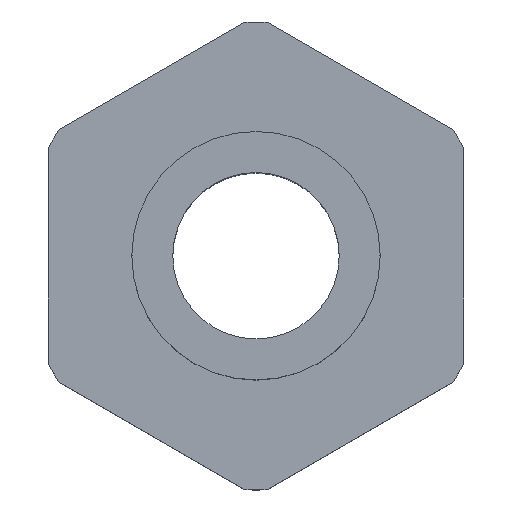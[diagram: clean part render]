
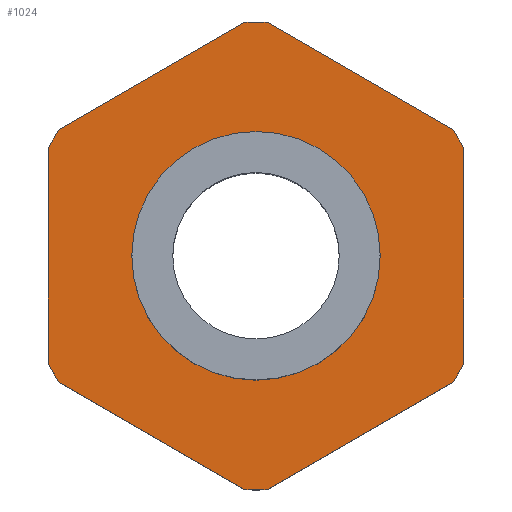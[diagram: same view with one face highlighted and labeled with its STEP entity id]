
A CAD part, top view. The second image highlights one B-rep face of the part: STEP entity #1024.
In plain terms, the highlighted planar face has unit normal (0, 0, 1).
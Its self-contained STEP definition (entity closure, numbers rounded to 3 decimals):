
#2 = CIRCLE ( 'NONE', #895, 45. ) ;
#3 = AXIS2_PLACEMENT_3D ( 'NONE', #1195, #925, #747 ) ;
#12 = ORIENTED_EDGE ( 'NONE', *, *, #177, .T. ) ;
#27 = EDGE_LOOP ( 'NONE', ( #775, #502 ) ) ;
#47 = DIRECTION ( 'NONE',  ( 1., 0., 0. ) ) ;
#55 = ORIENTED_EDGE ( 'NONE', *, *, #666, .F. ) ;
#79 = DIRECTION ( 'NONE',  ( 0.866, 0.5, 0. ) ) ;
#98 = VERTEX_POINT ( 'NONE', #1131 ) ;
#99 = CIRCLE ( 'NONE', #1085, 23.9 ) ;
#104 = ORIENTED_EDGE ( 'NONE', *, *, #455, .T. ) ;
#114 = VERTEX_POINT ( 'NONE', #581 ) ;
#126 = DIRECTION ( 'NONE',  ( 1., 0., 0. ) ) ;
#170 = VERTEX_POINT ( 'NONE', #413 ) ;
#172 = DIRECTION ( 'NONE',  ( 0., 1., 0. ) ) ;
#177 = EDGE_CURVE ( 'NONE', #437, #833, #1082, .T. ) ;
#236 = FACE_OUTER_BOUND ( 'NONE', #697, .T. ) ;
#240 = CARTESIAN_POINT ( 'NONE',  ( -37.854, 24.333, -23. ) ) ;
#256 = LINE ( 'NONE', #626, #707 ) ;
#257 = CARTESIAN_POINT ( 'NONE',  ( 40., 23.9, -23. ) ) ;
#262 = AXIS2_PLACEMENT_3D ( 'NONE', #807, #533, #647 ) ;
#275 = CARTESIAN_POINT ( 'NONE',  ( 2.146, -44.949, -23. ) ) ;
#294 = DIRECTION ( 'NONE',  ( -0.866, -0.5, 0. ) ) ;
#303 = CARTESIAN_POINT ( 'NONE',  ( 0., 0., -23. ) ) ;
#307 = CARTESIAN_POINT ( 'NONE',  ( 37.854, -24.333, -23. ) ) ;
#308 = LINE ( 'NONE', #1135, #783 ) ;
#326 = CARTESIAN_POINT ( 'NONE',  ( 0., 0., -23. ) ) ;
#336 = VECTOR ( 'NONE', #79, 1000. ) ;
#344 = ORIENTED_EDGE ( 'NONE', *, *, #724, .T. ) ;
#349 = CARTESIAN_POINT ( 'NONE',  ( 0., 0., -23. ) ) ;
#356 = CIRCLE ( 'NONE', #376, 45. ) ;
#375 = VERTEX_POINT ( 'NONE', #1017 ) ;
#376 = AXIS2_PLACEMENT_3D ( 'NONE', #303, #763, #47 ) ;
#389 = LINE ( 'NONE', #1141, #1047 ) ;
#413 = CARTESIAN_POINT ( 'NONE',  ( -23.9, 0., -23. ) ) ;
#414 = ORIENTED_EDGE ( 'NONE', *, *, #457, .F. ) ;
#426 = CARTESIAN_POINT ( 'NONE',  ( -2.146, 44.949, -23. ) ) ;
#431 = EDGE_CURVE ( 'NONE', #98, #465, #2, .T. ) ;
#437 = VERTEX_POINT ( 'NONE', #307 ) ;
#438 = VERTEX_POINT ( 'NONE', #679 ) ;
#445 = VERTEX_POINT ( 'NONE', #1192 ) ;
#449 = CIRCLE ( 'NONE', #607, 45. ) ;
#455 = EDGE_CURVE ( 'NONE', #800, #639, #449, .T. ) ;
#457 = EDGE_CURVE ( 'NONE', #98, #1151, #1014, .T. ) ;
#461 = ORIENTED_EDGE ( 'NONE', *, *, #431, .T. ) ;
#465 = VERTEX_POINT ( 'NONE', #426 ) ;
#481 = DIRECTION ( 'NONE',  ( 0., 0., 1. ) ) ;
#490 = CARTESIAN_POINT ( 'NONE',  ( 40., -20.616, -23. ) ) ;
#499 = DIRECTION ( 'NONE',  ( 0., 0., 1. ) ) ;
#502 = ORIENTED_EDGE ( 'NONE', *, *, #1027, .F. ) ;
#513 = DIRECTION ( 'NONE',  ( 0., 0., -1. ) ) ;
#516 = DIRECTION ( 'NONE',  ( 1., 0., 0. ) ) ;
#533 = DIRECTION ( 'NONE',  ( 0., 0., 1. ) ) ;
#534 = CARTESIAN_POINT ( 'NONE',  ( -37.854, -24.333, -23. ) ) ;
#536 = EDGE_CURVE ( 'NONE', #800, #114, #256, .T. ) ;
#538 = CARTESIAN_POINT ( 'NONE',  ( 9.651, 40.616, -23. ) ) ;
#581 = CARTESIAN_POINT ( 'NONE',  ( -40., 20.616, -23. ) ) ;
#602 = CARTESIAN_POINT ( 'NONE',  ( 0., 23.9, -23. ) ) ;
#607 = AXIS2_PLACEMENT_3D ( 'NONE', #349, #1172, #516 ) ;
#611 = AXIS2_PLACEMENT_3D ( 'NONE', #602, #513, #905 ) ;
#626 = CARTESIAN_POINT ( 'NONE',  ( -40., 23.9, -23. ) ) ;
#636 = EDGE_CURVE ( 'NONE', #445, #1151, #862, .T. ) ;
#639 = VERTEX_POINT ( 'NONE', #534 ) ;
#647 = DIRECTION ( 'NONE',  ( 1., 0., 0. ) ) ;
#656 = DIRECTION ( 'NONE',  ( -0.866, 0.5, 0. ) ) ;
#666 = EDGE_CURVE ( 'NONE', #870, #465, #1125, .T. ) ;
#670 = AXIS2_PLACEMENT_3D ( 'NONE', #786, #1168, #1069 ) ;
#679 = CARTESIAN_POINT ( 'NONE',  ( -2.146, -44.949, -23. ) ) ;
#697 = EDGE_LOOP ( 'NONE', ( #1193, #344, #1004, #12, #1093, #1025, #414, #461, #55, #933, #732, #104 ) ) ;
#707 = VECTOR ( 'NONE', #172, 1000. ) ;
#724 = EDGE_CURVE ( 'NONE', #438, #1037, #356, .T. ) ;
#728 = EDGE_CURVE ( 'NONE', #438, #639, #389, .T. ) ;
#732 = ORIENTED_EDGE ( 'NONE', *, *, #536, .F. ) ;
#747 = DIRECTION ( 'NONE',  ( 1., 0., 0. ) ) ;
#762 = EDGE_CURVE ( 'NONE', #437, #1037, #308, .T. ) ;
#763 = DIRECTION ( 'NONE',  ( 0., 0., 1. ) ) ;
#770 = CARTESIAN_POINT ( 'NONE',  ( 0., 0., -23. ) ) ;
#775 = ORIENTED_EDGE ( 'NONE', *, *, #886, .F. ) ;
#783 = VECTOR ( 'NONE', #294, 1000. ) ;
#786 = CARTESIAN_POINT ( 'NONE',  ( 0., 0., -23. ) ) ;
#800 = VERTEX_POINT ( 'NONE', #954 ) ;
#807 = CARTESIAN_POINT ( 'NONE',  ( 0., 0., -23. ) ) ;
#833 = VERTEX_POINT ( 'NONE', #490 ) ;
#862 = CIRCLE ( 'NONE', #3, 45. ) ;
#864 = CIRCLE ( 'NONE', #262, 23.9 ) ;
#870 = VERTEX_POINT ( 'NONE', #240 ) ;
#871 = FACE_BOUND ( 'NONE', #27, .T. ) ;
#886 = EDGE_CURVE ( 'NONE', #375, #170, #99, .T. ) ;
#887 = CARTESIAN_POINT ( 'NONE',  ( 0., 0., -23. ) ) ;
#891 = DIRECTION ( 'NONE',  ( 0.866, -0.5, 0. ) ) ;
#895 = AXIS2_PLACEMENT_3D ( 'NONE', #770, #481, #126 ) ;
#897 = CIRCLE ( 'NONE', #670, 45. ) ;
#898 = CARTESIAN_POINT ( 'NONE',  ( 37.854, 24.333, -23. ) ) ;
#905 = DIRECTION ( 'NONE',  ( -1., 0., 0. ) ) ;
#925 = DIRECTION ( 'NONE',  ( 0., 0., 1. ) ) ;
#933 = ORIENTED_EDGE ( 'NONE', *, *, #958, .T. ) ;
#954 = CARTESIAN_POINT ( 'NONE',  ( -40., -20.616, -23. ) ) ;
#958 = EDGE_CURVE ( 'NONE', #870, #114, #897, .T. ) ;
#966 = DIRECTION ( 'NONE',  ( 1., 0., 0. ) ) ;
#987 = PLANE ( 'NONE',  #611 ) ;
#1001 = DIRECTION ( 'NONE',  ( 1., 0., 0. ) ) ;
#1004 = ORIENTED_EDGE ( 'NONE', *, *, #762, .F. ) ;
#1014 = LINE ( 'NONE', #538, #1122 ) ;
#1017 = CARTESIAN_POINT ( 'NONE',  ( 23.9, 0., -23. ) ) ;
#1022 = CARTESIAN_POINT ( 'NONE',  ( -9.651, 40.616, -23. ) ) ;
#1024 = ADVANCED_FACE ( 'NONE', ( #871, #236 ), #987, .F. ) ;
#1025 = ORIENTED_EDGE ( 'NONE', *, *, #636, .T. ) ;
#1027 = EDGE_CURVE ( 'NONE', #170, #375, #864, .T. ) ;
#1030 = DIRECTION ( 'NONE',  ( 0., -1., 0. ) ) ;
#1037 = VERTEX_POINT ( 'NONE', #275 ) ;
#1045 = AXIS2_PLACEMENT_3D ( 'NONE', #326, #1176, #1001 ) ;
#1047 = VECTOR ( 'NONE', #656, 1000. ) ;
#1069 = DIRECTION ( 'NONE',  ( 1., 0., 0. ) ) ;
#1074 = EDGE_CURVE ( 'NONE', #445, #833, #1096, .T. ) ;
#1082 = CIRCLE ( 'NONE', #1045, 45. ) ;
#1085 = AXIS2_PLACEMENT_3D ( 'NONE', #887, #499, #966 ) ;
#1093 = ORIENTED_EDGE ( 'NONE', *, *, #1074, .F. ) ;
#1096 = LINE ( 'NONE', #257, #1102 ) ;
#1102 = VECTOR ( 'NONE', #1030, 1000. ) ;
#1122 = VECTOR ( 'NONE', #891, 1000. ) ;
#1125 = LINE ( 'NONE', #1022, #336 ) ;
#1131 = CARTESIAN_POINT ( 'NONE',  ( 2.146, 44.949, -23. ) ) ;
#1135 = CARTESIAN_POINT ( 'NONE',  ( 30.349, -28.666, -23. ) ) ;
#1141 = CARTESIAN_POINT ( 'NONE',  ( -30.349, -28.666, -23. ) ) ;
#1151 = VERTEX_POINT ( 'NONE', #898 ) ;
#1168 = DIRECTION ( 'NONE',  ( 0., 0., 1. ) ) ;
#1172 = DIRECTION ( 'NONE',  ( 0., 0., 1. ) ) ;
#1176 = DIRECTION ( 'NONE',  ( 0., 0., 1. ) ) ;
#1192 = CARTESIAN_POINT ( 'NONE',  ( 40., 20.616, -23. ) ) ;
#1193 = ORIENTED_EDGE ( 'NONE', *, *, #728, .F. ) ;
#1195 = CARTESIAN_POINT ( 'NONE',  ( 0., 0., -23. ) ) ;
